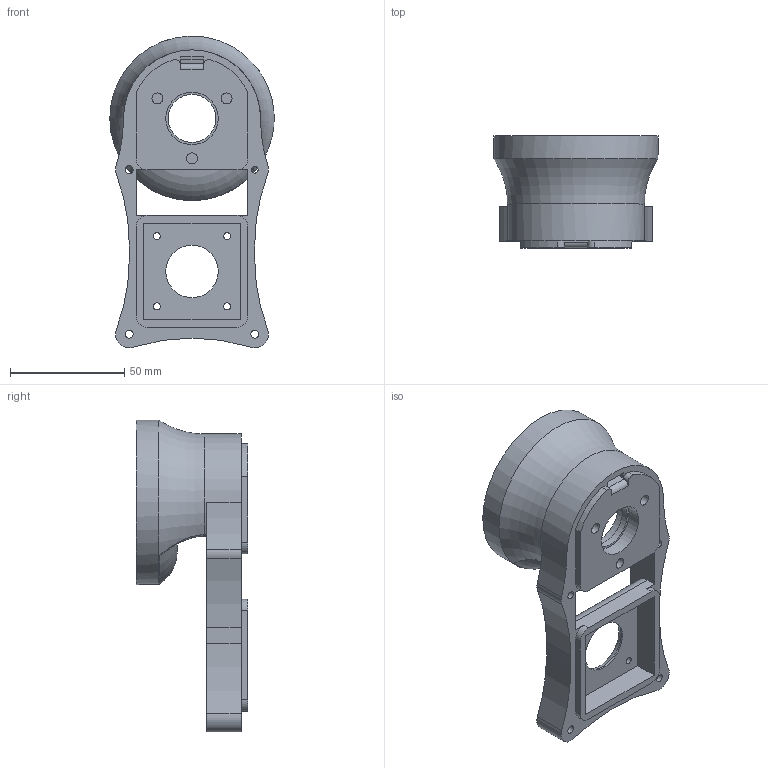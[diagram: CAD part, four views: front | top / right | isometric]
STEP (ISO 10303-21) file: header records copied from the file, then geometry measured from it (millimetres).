
FILE_DESCRIPTION(/* description */ (''),/* implementation_level */ '2;1');
FILE_NAME(/* name */ 'Base_top.stp',/* time_stamp */ '2025-11-04T11:45:20+01:00',/* author */ ('Piter'),/* organization */ (''),/* preprocessor_version */ 'ST-DEVELOPER v20.1',/* originating_system */ 'Autodesk Inventor 2026',/* authorisation */ '');
FILE_SCHEMA (('AUTOMOTIVE_DESIGN { 1 0 10303 214 3 1 1 }'));
Length unit declared in the file: millimetre
Products named in the file (1): Base_top_male
Bounding box: 72 x 49 x 136.5 mm (x, y, z)
Volume: 120976 mm3; surface area: 37940.3 mm2
Topology: 1 solids, 1 shells, 116 faces, 322 edges, 214 vertices
Faces by surface type: cylinder 58, plane 53, torus 3, bspline 2
Full cylindrical faces by diameter (mm): 3 x1, 3.1 x4, 3.5 x3, 4.8 x3, 6 x3, 21 x1, 23 x2, 26.1 x1, 42 x1, 52 x1, 72 x1
Entity records: 4021 total; most frequent: CARTESIAN_POINT 848, DIRECTION 668, ORIENTED_EDGE 648, EDGE_CURVE 324, AXIS2_PLACEMENT_3D 248, VERTEX_POINT 214, LINE 172, VECTOR 172
